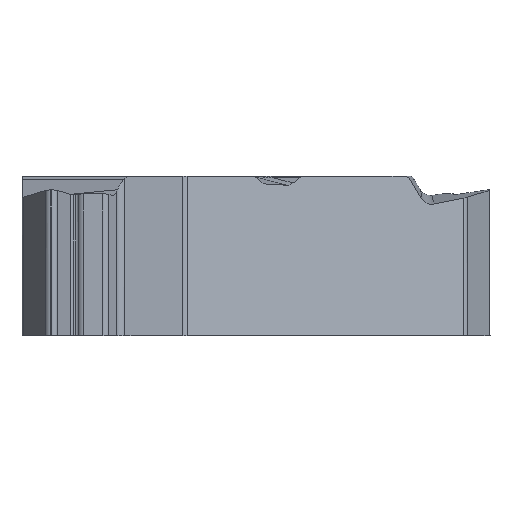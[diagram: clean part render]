
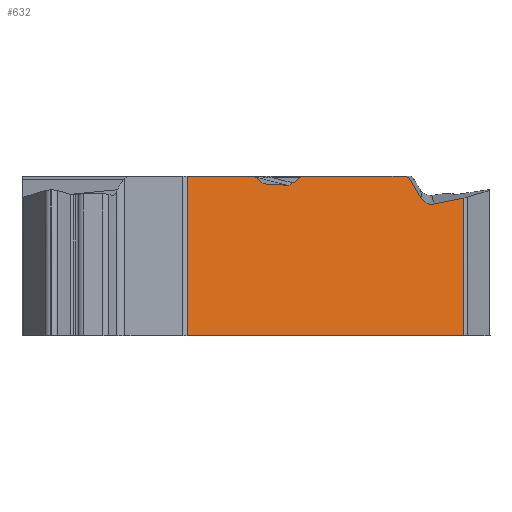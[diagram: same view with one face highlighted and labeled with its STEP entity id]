
A CAD part, front view. The second image highlights one B-rep face of the part: STEP entity #632.
In plain terms, the highlighted planar face has unit normal (0.5, -0.866, 0).
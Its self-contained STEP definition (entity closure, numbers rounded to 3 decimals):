
#61=PLANE('',#2183);
#115=FACE_OUTER_BOUND('',#808,.T.);
#224=ELLIPSE('',#2175,0.368,0.32);
#225=ELLIPSE('',#2177,0.389,0.32);
#226=ELLIPSE('',#2178,0.177,0.15);
#227=ELLIPSE('',#2179,0.167,0.15);
#228=ELLIPSE('',#2180,0.314,0.3);
#229=ELLIPSE('',#2181,0.314,0.3);
#230=ELLIPSE('',#2182,0.15,0.15);
#324=LINE('',#3642,#495);
#325=LINE('',#3646,#496);
#326=LINE('',#3648,#497);
#327=LINE('',#3650,#498);
#328=LINE('',#3658,#499);
#329=LINE('',#3662,#500);
#330=LINE('',#3666,#501);
#331=LINE('',#3670,#502);
#332=LINE('',#3674,#503);
#333=LINE('',#3678,#504);
#495=VECTOR('',#2523,1.);
#496=VECTOR('',#2528,1.);
#497=VECTOR('',#2529,1.);
#498=VECTOR('',#2530,1.);
#499=VECTOR('',#2537,1.);
#500=VECTOR('',#2540,1.);
#501=VECTOR('',#2543,1.);
#502=VECTOR('',#2546,1.);
#503=VECTOR('',#2549,1.);
#504=VECTOR('',#2552,1.);
#632=ADVANCED_FACE('',(#115),#61,.F.);
#808=EDGE_LOOP('',(#1021,#1022,#1023,#1024,#1025,#1026,#1027,#1028,#1029,
#1030,#1031,#1032,#1033,#1034,#1035,#1036,#1037,#1038));
#1021=ORIENTED_EDGE('',*,*,#1812,.F.);
#1022=ORIENTED_EDGE('',*,*,#1813,.T.);
#1023=ORIENTED_EDGE('',*,*,#1814,.T.);
#1024=ORIENTED_EDGE('',*,*,#1815,.T.);
#1025=ORIENTED_EDGE('',*,*,#1816,.T.);
#1026=ORIENTED_EDGE('',*,*,#1817,.T.);
#1027=ORIENTED_EDGE('',*,*,#1818,.T.);
#1028=ORIENTED_EDGE('',*,*,#1819,.F.);
#1029=ORIENTED_EDGE('',*,*,#1820,.F.);
#1030=ORIENTED_EDGE('',*,*,#1821,.F.);
#1031=ORIENTED_EDGE('',*,*,#1822,.T.);
#1032=ORIENTED_EDGE('',*,*,#1823,.T.);
#1033=ORIENTED_EDGE('',*,*,#1824,.T.);
#1034=ORIENTED_EDGE('',*,*,#1825,.T.);
#1035=ORIENTED_EDGE('',*,*,#1826,.T.);
#1036=ORIENTED_EDGE('',*,*,#1827,.F.);
#1037=ORIENTED_EDGE('',*,*,#1828,.F.);
#1038=ORIENTED_EDGE('',*,*,#1810,.T.);
#1591=VERTEX_POINT('',#3641);
#1592=VERTEX_POINT('',#3643);
#1593=VERTEX_POINT('',#3647);
#1594=VERTEX_POINT('',#3649);
#1595=VERTEX_POINT('',#3651);
#1596=VERTEX_POINT('',#3653);
#1597=VERTEX_POINT('',#3655);
#1598=VERTEX_POINT('',#3657);
#1599=VERTEX_POINT('',#3659);
#1600=VERTEX_POINT('',#3661);
#1601=VERTEX_POINT('',#3663);
#1602=VERTEX_POINT('',#3665);
#1603=VERTEX_POINT('',#3667);
#1604=VERTEX_POINT('',#3669);
#1605=VERTEX_POINT('',#3671);
#1606=VERTEX_POINT('',#3673);
#1607=VERTEX_POINT('',#3675);
#1608=VERTEX_POINT('',#3677);
#1810=EDGE_CURVE('',#1592,#1591,#324,.T.);
#1812=EDGE_CURVE('',#1593,#1591,#325,.T.);
#1813=EDGE_CURVE('',#1593,#1594,#326,.T.);
#1814=EDGE_CURVE('',#1594,#1595,#327,.T.);
#1815=EDGE_CURVE('',#1595,#1596,#224,.T.);
#1816=EDGE_CURVE('',#1596,#1597,#2033,.T.);
#1817=EDGE_CURVE('',#1597,#1598,#225,.T.);
#1818=EDGE_CURVE('',#1598,#1599,#328,.T.);
#1819=EDGE_CURVE('',#1600,#1599,#226,.T.);
#1820=EDGE_CURVE('',#1601,#1600,#329,.T.);
#1821=EDGE_CURVE('',#1602,#1601,#227,.T.);
#1822=EDGE_CURVE('',#1602,#1603,#330,.T.);
#1823=EDGE_CURVE('',#1603,#1604,#228,.T.);
#1824=EDGE_CURVE('',#1604,#1605,#331,.T.);
#1825=EDGE_CURVE('',#1605,#1606,#229,.T.);
#1826=EDGE_CURVE('',#1606,#1607,#332,.T.);
#1827=EDGE_CURVE('',#1608,#1607,#230,.T.);
#1828=EDGE_CURVE('',#1592,#1608,#333,.T.);
#2033=CIRCLE('',#2176,0.286);
#2175=AXIS2_PLACEMENT_3D('',#3652,#2531,#2532);
#2176=AXIS2_PLACEMENT_3D('',#3654,#2533,#2534);
#2177=AXIS2_PLACEMENT_3D('',#3656,#2535,#2536);
#2178=AXIS2_PLACEMENT_3D('',#3660,#2538,#2539);
#2179=AXIS2_PLACEMENT_3D('',#3664,#2541,#2542);
#2180=AXIS2_PLACEMENT_3D('',#3668,#2544,#2545);
#2181=AXIS2_PLACEMENT_3D('',#3672,#2547,#2548);
#2182=AXIS2_PLACEMENT_3D('',#3676,#2550,#2551);
#2183=AXIS2_PLACEMENT_3D('',#3679,#2553,#2554);
#2523=DIRECTION('',(0.,0.,-1.));
#2528=DIRECTION('',(-0.866,-0.5,0.));
#2529=DIRECTION('',(0.,0.,1.));
#2530=DIRECTION('',(-0.853,-0.492,-0.174));
#2531=DIRECTION('',(-0.5,0.866,0.));
#2532=DIRECTION('',(0.853,0.492,0.174));
#2533=DIRECTION('',(-0.5,0.866,0.));
#2534=DIRECTION('',(-0.866,-0.5,0.));
#2535=DIRECTION('',(-0.5,0.866,0.));
#2536=DIRECTION('',(-0.859,-0.496,0.126));
#2537=DIRECTION('',(-0.497,-0.287,0.819));
#2538=DIRECTION('',(-0.5,0.866,0.));
#2539=DIRECTION('',(-0.866,-0.5,0.));
#2540=DIRECTION('',(0.866,0.5,0.));
#2541=DIRECTION('',(-0.5,0.866,0.));
#2542=DIRECTION('',(-0.866,-0.5,0.));
#2543=DIRECTION('',(-0.687,-0.397,-0.608));
#2544=DIRECTION('',(-0.5,0.866,0.));
#2545=DIRECTION('',(-0.7,-0.404,0.589));
#2546=DIRECTION('',(-0.865,-0.499,0.049));
#2547=DIRECTION('',(-0.5,0.866,0.));
#2548=DIRECTION('',(-0.7,-0.404,0.589));
#2549=DIRECTION('',(-0.656,-0.378,0.653));
#2550=DIRECTION('',(-0.5,0.866,0.));
#2551=DIRECTION('',(0.866,0.5,0.));
#2552=DIRECTION('',(0.866,0.5,0.));
#2553=DIRECTION('',(-0.5,0.866,0.));
#2554=DIRECTION('',(-0.866,-0.5,0.));
#3641=CARTESIAN_POINT('',(-0.259,-5.649,-3.97));
#3642=CARTESIAN_POINT('',(-0.259,-5.649,0.));
#3643=CARTESIAN_POINT('',(-0.259,-5.649,0.37));
#3646=CARTESIAN_POINT('',(8.733,-0.457,-3.97));
#3647=CARTESIAN_POINT('',(7.274,-1.3,-3.97));
#3648=CARTESIAN_POINT('',(7.274,-1.3,0.));
#3649=CARTESIAN_POINT('',(7.274,-1.3,-0.22));
#3650=CARTESIAN_POINT('',(-3.599,-7.577,-2.434));
#3651=CARTESIAN_POINT('',(6.454,-1.773,-0.387));
#3652=CARTESIAN_POINT('',(6.406,-1.801,-0.072));
#3653=CARTESIAN_POINT('',(6.142,-1.953,-0.263));
#3654=CARTESIAN_POINT('',(6.337,-1.841,-0.086));
#3655=CARTESIAN_POINT('',(6.138,-1.955,-0.257));
#3656=CARTESIAN_POINT('',(6.422,-1.792,-0.099));
#3657=CARTESIAN_POINT('',(6.133,-1.958,-0.249));
#3658=CARTESIAN_POINT('',(2.708,-3.936,5.4));
#3659=CARTESIAN_POINT('',(5.802,-2.149,0.297));
#3660=CARTESIAN_POINT('',(5.67,-2.225,0.22));
#3661=CARTESIAN_POINT('',(5.67,-2.225,0.37));
#3662=CARTESIAN_POINT('',(-3.971,-7.792,0.37));
#3663=CARTESIAN_POINT('',(2.884,-3.834,0.37));
#3664=CARTESIAN_POINT('',(2.884,-3.834,0.22));
#3665=CARTESIAN_POINT('',(2.79,-3.888,0.334));
#3666=CARTESIAN_POINT('',(-1.61,-6.429,-3.559));
#3667=CARTESIAN_POINT('',(2.626,-3.983,0.189));
#3668=CARTESIAN_POINT('',(2.457,-4.081,0.433));
#3669=CARTESIAN_POINT('',(2.455,-4.082,0.128));
#3670=CARTESIAN_POINT('',(8.724,-0.462,-0.223));
#3671=CARTESIAN_POINT('',(1.893,-4.407,0.16));
#3672=CARTESIAN_POINT('',(1.894,-4.406,0.465));
#3673=CARTESIAN_POINT('',(1.723,-4.505,0.239));
#3674=CARTESIAN_POINT('',(5.842,-2.126,-3.867));
#3675=CARTESIAN_POINT('',(1.628,-4.559,0.334));
#3676=CARTESIAN_POINT('',(1.543,-4.608,0.22));
#3677=CARTESIAN_POINT('',(1.543,-4.608,0.37));
#3678=CARTESIAN_POINT('',(8.733,-0.457,0.37));
#3679=CARTESIAN_POINT('',(8.733,-0.457,0.));
